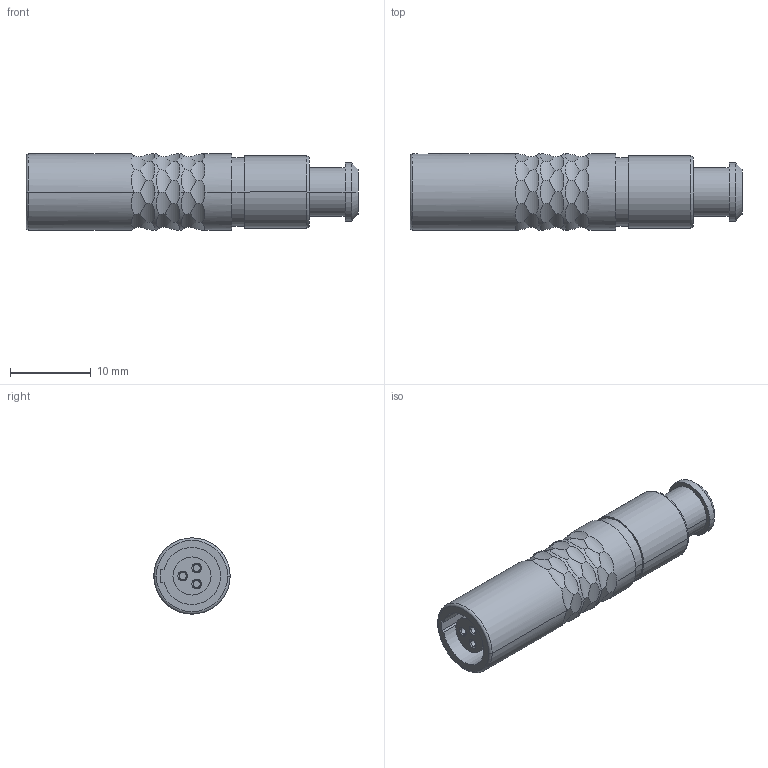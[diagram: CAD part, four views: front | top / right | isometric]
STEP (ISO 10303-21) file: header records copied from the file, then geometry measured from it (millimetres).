
FILE_DESCRIPTION((''),'2;1');
FILE_NAME('K20L0C-P03L','2013-11-12T',('RTrager'),(''),'PRO/ENGINEER BY PARAMETRIC TECHNOLOGY CORPORATION, 2013050','PRO/ENGINEER BY PARAMETRIC TECHNOLOGY CORPORATION, 2013050','');
FILE_SCHEMA(('CONFIG_CONTROL_DESIGN'));
Length unit declared in the file: millimetre
Products named in the file (1): K20L0C-P03L
Bounding box: 41 x 9.4 x 9.4 mm (x, y, z)
Volume: 1815.4 mm3; surface area: 2138.6 mm2
Topology: 1 solids, 1 shells, 157 faces, 398 edges, 258 vertices
Faces by surface type: cylinder 111, plane 26, cone 8, torus 7, bspline 5
Entity records: 6681 total; most frequent: CARTESIAN_POINT 3192, ORIENTED_EDGE 796, DIRECTION 594, EDGE_CURVE 398, VERTEX_POINT 258, AXIS2_PLACEMENT_3D 253, B_SPLINE_CURVE_WITH_KNOTS 209, EDGE_LOOP 172
